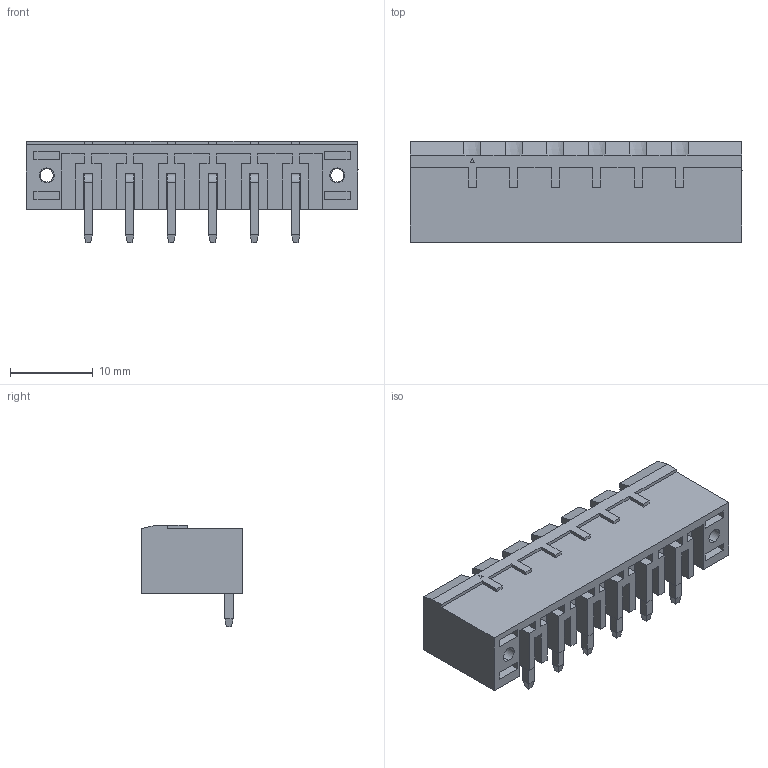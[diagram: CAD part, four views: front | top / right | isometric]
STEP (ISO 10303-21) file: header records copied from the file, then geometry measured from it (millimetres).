
FILE_DESCRIPTION (( 'STEP AP214' ), '1' );
FILE_NAME ('2EDGRM-5.0-06P-14-00AH.STEP', '2021-03-07T13:30:20', ( '' ), ( '' ), 'SwSTEP 2.0', 'SolidWorks 2020', '' );
FILE_SCHEMA (( 'AUTOMOTIVE_DESIGN' ));
Length unit declared in the file: millimetre
Products named in the file (1): 2EDGRM-5.0-06P-14-00AH
Bounding box: 40 x 12.1 x 12.2 mm (x, y, z)
Volume: 2008.1 mm3; surface area: 3551.8 mm2
Topology: 1 solids, 1 shells, 823 faces, 2221 edges, 1442 vertices
Faces by surface type: plane 624, bspline 147, cylinder 30, cone 22
Entity records: 38189 total; most frequent: CARTESIAN_POINT 13246, ORIENTED_EDGE 4442, DIRECTION 3379, EDGE_CURVE 2221, LINE 1693, VECTOR 1693, VERTEX_POINT 1442, EDGE_LOOP 869
